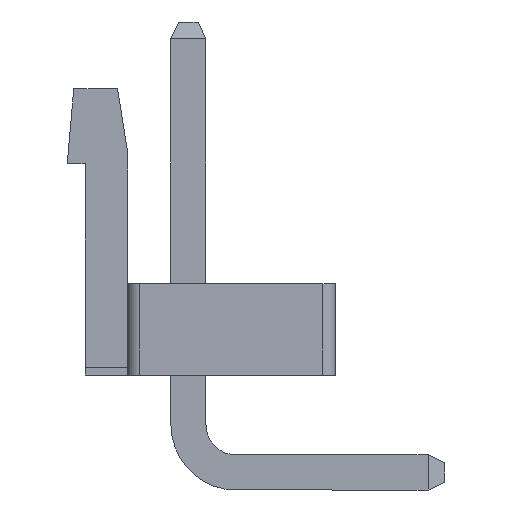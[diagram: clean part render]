
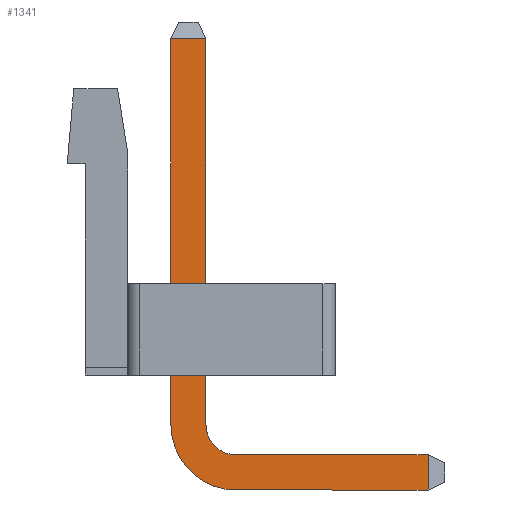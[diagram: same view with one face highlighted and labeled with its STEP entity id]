
A CAD part, left-side view. The second image highlights one B-rep face of the part: STEP entity #1341.
In plain terms, the highlighted planar face has unit normal (-1, 0, 0).
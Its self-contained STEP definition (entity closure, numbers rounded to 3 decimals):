
#97 = VERTEX_POINT ( 'NONE', #805 ) ;
#112 = VECTOR ( 'NONE', #488, 1000. ) ;
#119 = CARTESIAN_POINT ( 'NONE',  ( -2.555, 4.245, 7.685 ) ) ;
#192 = CARTESIAN_POINT ( 'NONE',  ( -2.555, 3.245, -5.535 ) ) ;
#206 = VERTEX_POINT ( 'NONE', #497 ) ;
#241 = LINE ( 'NONE', #1328, #1214 ) ;
#272 = LINE ( 'NONE', #1909, #1870 ) ;
#295 = VECTOR ( 'NONE', #1012, 1000. ) ;
#320 = VERTEX_POINT ( 'NONE', #502 ) ;
#323 = CARTESIAN_POINT ( 'NONE',  ( -2.555, -3.05, -6.535 ) ) ;
#388 = DIRECTION ( 'NONE',  ( 0., -1., 0. ) ) ;
#425 = CARTESIAN_POINT ( 'NONE',  ( -2.555, 5.395, -5.535 ) ) ;
#442 = DIRECTION ( 'NONE',  ( 0., 1., 0. ) ) ;
#446 = DIRECTION ( 'NONE',  ( 0., 1., 0. ) ) ;
#472 = VERTEX_POINT ( 'NONE', #1284 ) ;
#486 = AXIS2_PLACEMENT_3D ( 'NONE', #1848, #820, #624 ) ;
#488 = DIRECTION ( 'NONE',  ( 0., 0., -1. ) ) ;
#497 = CARTESIAN_POINT ( 'NONE',  ( -2.555, 3.245, -7.685 ) ) ;
#502 = CARTESIAN_POINT ( 'NONE',  ( -2.555, 5.395, 7.135 ) ) ;
#509 = LINE ( 'NONE', #771, #1957 ) ;
#624 = DIRECTION ( 'NONE',  ( 0., 0., 1. ) ) ;
#701 = LINE ( 'NONE', #1049, #1116 ) ;
#713 = ORIENTED_EDGE ( 'NONE', *, *, #1632, .T. ) ;
#771 = CARTESIAN_POINT ( 'NONE',  ( -2.555, 5.395, 7.135 ) ) ;
#805 = CARTESIAN_POINT ( 'NONE',  ( -2.555, 4.245, -5.535 ) ) ;
#820 = DIRECTION ( 'NONE',  ( -1., 0., 0. ) ) ;
#848 = VERTEX_POINT ( 'NONE', #1813 ) ;
#881 = EDGE_CURVE ( 'NONE', #97, #1591, #2143, .T. ) ;
#883 = VERTEX_POINT ( 'NONE', #425 ) ;
#931 = EDGE_CURVE ( 'NONE', #472, #206, #241, .T. ) ;
#965 = AXIS2_PLACEMENT_3D ( 'NONE', #1782, #1449, #1790 ) ;
#1012 = DIRECTION ( 'NONE',  ( 0., 0., 1. ) ) ;
#1044 = CARTESIAN_POINT ( 'NONE',  ( -2.555, 4.245, 7.135 ) ) ;
#1049 = CARTESIAN_POINT ( 'NONE',  ( -2.555, 3.245, -6.535 ) ) ;
#1053 = LINE ( 'NONE', #323, #295 ) ;
#1116 = VECTOR ( 'NONE', #388, 1000. ) ;
#1129 = ORIENTED_EDGE ( 'NONE', *, *, #881, .F. ) ;
#1143 = EDGE_CURVE ( 'NONE', #1591, #848, #701, .T. ) ;
#1161 = CARTESIAN_POINT ( 'NONE',  ( -2.555, 3.245, -6.535 ) ) ;
#1214 = VECTOR ( 'NONE', #446, 1000. ) ;
#1279 = ORIENTED_EDGE ( 'NONE', *, *, #1839, .F. ) ;
#1284 = CARTESIAN_POINT ( 'NONE',  ( -2.555, -3.05, -7.685 ) ) ;
#1328 = CARTESIAN_POINT ( 'NONE',  ( -2.555, 3.245, -7.685 ) ) ;
#1333 = FACE_OUTER_BOUND ( 'NONE', #2240, .T. ) ;
#1341 = ADVANCED_FACE ( 'NONE', ( #1333 ), #2035, .T. ) ;
#1395 = EDGE_CURVE ( 'NONE', #472, #848, #1053, .T. ) ;
#1409 = CIRCLE ( 'NONE', #1742, 2.15 ) ;
#1449 = DIRECTION ( 'NONE',  ( -1., 0., 0. ) ) ;
#1591 = VERTEX_POINT ( 'NONE', #1161 ) ;
#1593 = ORIENTED_EDGE ( 'NONE', *, *, #1143, .F. ) ;
#1625 = ORIENTED_EDGE ( 'NONE', *, *, #1771, .F. ) ;
#1632 = EDGE_CURVE ( 'NONE', #1941, #320, #509, .T. ) ;
#1709 = DIRECTION ( 'NONE',  ( 0., 0., 1. ) ) ;
#1742 = AXIS2_PLACEMENT_3D ( 'NONE', #192, #2136, #1759 ) ;
#1759 = DIRECTION ( 'NONE',  ( 0., 0., 1. ) ) ;
#1771 = EDGE_CURVE ( 'NONE', #1941, #97, #2200, .T. ) ;
#1782 = CARTESIAN_POINT ( 'NONE',  ( -2.555, 3.245, -5.535 ) ) ;
#1787 = ORIENTED_EDGE ( 'NONE', *, *, #1395, .T. ) ;
#1790 = DIRECTION ( 'NONE',  ( 0., 0., 1. ) ) ;
#1813 = CARTESIAN_POINT ( 'NONE',  ( -2.555, -3.05, -6.535 ) ) ;
#1839 = EDGE_CURVE ( 'NONE', #883, #320, #272, .T. ) ;
#1848 = CARTESIAN_POINT ( 'NONE',  ( -2.555, 3.245, -5.535 ) ) ;
#1870 = VECTOR ( 'NONE', #1709, 1000. ) ;
#1909 = CARTESIAN_POINT ( 'NONE',  ( -2.555, 5.395, 7.685 ) ) ;
#1941 = VERTEX_POINT ( 'NONE', #1044 ) ;
#1957 = VECTOR ( 'NONE', #442, 1000. ) ;
#2026 = EDGE_CURVE ( 'NONE', #206, #883, #1409, .T. ) ;
#2035 = PLANE ( 'NONE',  #486 ) ;
#2131 = ORIENTED_EDGE ( 'NONE', *, *, #931, .F. ) ;
#2135 = ORIENTED_EDGE ( 'NONE', *, *, #2026, .F. ) ;
#2136 = DIRECTION ( 'NONE',  ( 1., 0., 0. ) ) ;
#2143 = CIRCLE ( 'NONE', #965, 1. ) ;
#2200 = LINE ( 'NONE', #119, #112 ) ;
#2240 = EDGE_LOOP ( 'NONE', ( #2131, #1787, #1593, #1129, #1625, #713, #1279, #2135 ) ) ;
